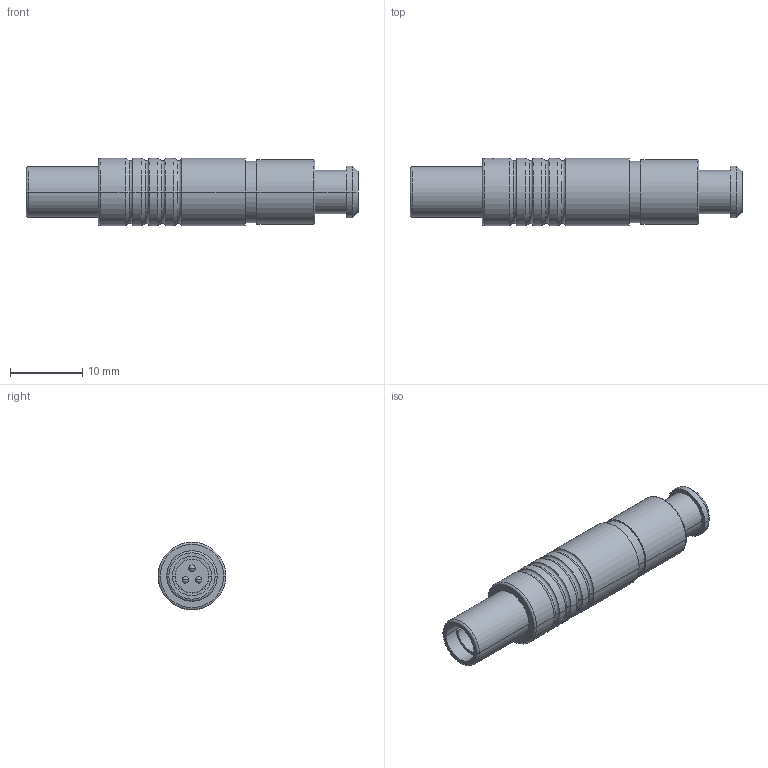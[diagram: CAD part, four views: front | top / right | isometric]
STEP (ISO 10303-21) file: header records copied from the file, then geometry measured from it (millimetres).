
FILE_DESCRIPTION((''),'2;1');
FILE_NAME('S40F1C-P03M','2021-01-21T16:04:31',('RTrager'),(''),'CREO PARAMETRIC BY PTC INC, 2018300','CREO PARAMETRIC BY PTC INC, 2018300','');
FILE_SCHEMA(('AP242_MANAGED_MODEL_BASED_3D_ENGINEERING_MIM_LF { 1 0 10303 442 1 1 4 }'));
Length unit declared in the file: millimetre
Products named in the file (1): S40F1C-P03M
Bounding box: 46 x 9.4 x 9.4 mm (x, y, z)
Volume: 1903.8 mm3; surface area: 2125 mm2
Topology: 1 solids, 1 shells, 110 faces, 244 edges, 145 vertices
Faces by surface type: cylinder 57, plane 20, torus 17, cone 10, sphere 6
Entity records: 4773 total; most frequent: CARTESIAN_POINT 667, DIRECTION 580, ORIENTED_EDGE 476, PRESENTATION_STYLE_ASSIGNMENT 322, STYLED_ITEM 276, AXIS2_PLACEMENT_3D 250, CURVE_STYLE 238, EDGE_CURVE 238
